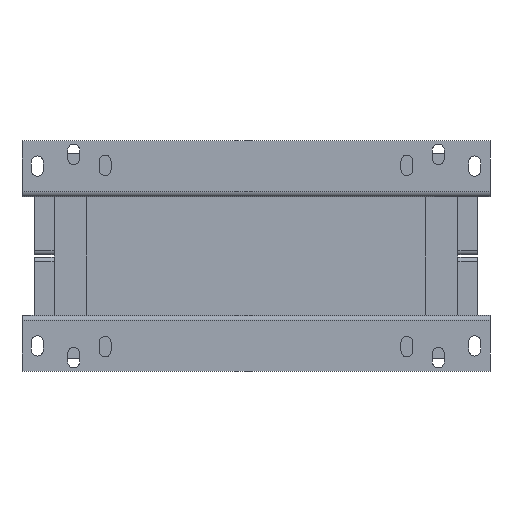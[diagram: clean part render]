
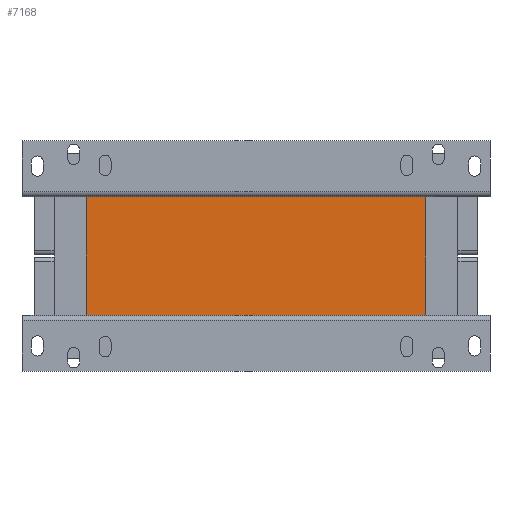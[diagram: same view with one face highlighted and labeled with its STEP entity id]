
A CAD part, front view. The second image highlights one B-rep face of the part: STEP entity #7168.
In plain terms, the highlighted planar face has unit normal (0, -1, 0).
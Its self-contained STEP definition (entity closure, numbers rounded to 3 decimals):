
#953 = VERTEX_POINT ( 'NONE', #17216 ) ;
#1294 = EDGE_CURVE ( 'Defeature ausgef�hrt2_30+Defeature ausgef�hrt2_43+Defeature ausgef�hrt2_562+Defeature ausgef�hrt2_561', #4648, #16497, #2284, .T. ) ;
#1466 = ORIENTED_EDGE ( 'NONE', *, *, #22705, .F. ) ;
#1835 = CARTESIAN_POINT ( 'NONE',  ( 200., -200., 70. ) ) ;
#1971 = DIRECTION ( 'NONE',  ( 0., 1., 0. ) ) ;
#2284 = LINE ( 'NONE', #20482, #9745 ) ;
#2426 = CARTESIAN_POINT ( 'NONE',  ( -200., -200., -70. ) ) ;
#3687 = ORIENTED_EDGE ( 'NONE', *, *, #15397, .T. ) ;
#3746 = EDGE_CURVE ( 'Defeature ausgef�hrt2_43+Defeature ausgef�hrt2_561+Defeature ausgef�hrt2_24+Defeature ausgef�hrt2_30', #953, #16497, #22915, .T. ) ;
#4586 = VERTEX_POINT ( 'NONE', #24616 ) ;
#4648 = VERTEX_POINT ( 'NONE', #1835 ) ;
#4899 = LINE ( 'NONE', #13388, #23721 ) ;
#5146 = DIRECTION ( 'NONE',  ( 1., 0., 0. ) ) ;
#7168 = ADVANCED_FACE ( 'Defeature ausgef�hrt2_43', ( #26734 ), #16312, .F. ) ;
#9745 = VECTOR ( 'NONE', #26743, 1000. ) ;
#13388 = CARTESIAN_POINT ( 'NONE',  ( -200., -200., 70. ) ) ;
#13651 = VECTOR ( 'NONE', #14194, 1000. ) ;
#14108 = CARTESIAN_POINT ( 'NONE',  ( -200., -200., 70. ) ) ;
#14194 = DIRECTION ( 'NONE',  ( 0., 0., -1. ) ) ;
#14197 = ORIENTED_EDGE ( 'NONE', *, *, #1294, .F. ) ;
#15397 = EDGE_CURVE ( 'Defeature ausgef�hrt2_43+Defeature ausgef�hrt2_24+Defeature ausgef�hrt2_562+Defeature ausgef�hrt2_561', #4586, #953, #23384, .T. ) ;
#15777 = CARTESIAN_POINT ( 'NONE',  ( 200., -200., -70. ) ) ;
#16312 = PLANE ( 'NONE',  #23972 ) ;
#16497 = VERTEX_POINT ( 'NONE', #15777 ) ;
#17216 = CARTESIAN_POINT ( 'NONE',  ( -200., -200., -70. ) ) ;
#20482 = CARTESIAN_POINT ( 'NONE',  ( 200., -200., 70. ) ) ;
#20679 = CARTESIAN_POINT ( 'NONE',  ( -200., -200., 70. ) ) ;
#20875 = DIRECTION ( 'NONE',  ( 1., 0., 0. ) ) ;
#21625 = VECTOR ( 'NONE', #20875, 1000. ) ;
#22705 = EDGE_CURVE ( 'Defeature ausgef�hrt2_562+Defeature ausgef�hrt2_43+Defeature ausgef�hrt2_24+Defeature ausgef�hrt2_30', #4586, #4648, #4899, .T. ) ;
#22915 = LINE ( 'NONE', #2426, #21625 ) ;
#23384 = LINE ( 'NONE', #14108, #13651 ) ;
#23721 = VECTOR ( 'NONE', #5146, 1000. ) ;
#23812 = EDGE_LOOP ( 'NONE', ( #25279, #14197, #1466, #3687 ) ) ;
#23972 = AXIS2_PLACEMENT_3D ( 'NONE', #20679, #1971, #24476 ) ;
#24476 = DIRECTION ( 'NONE',  ( 0., 0., 1. ) ) ;
#24616 = CARTESIAN_POINT ( 'NONE',  ( -200., -200., 70. ) ) ;
#25279 = ORIENTED_EDGE ( 'NONE', *, *, #3746, .T. ) ;
#26734 = FACE_OUTER_BOUND ( 'NONE', #23812, .T. ) ;
#26743 = DIRECTION ( 'NONE',  ( 0., 0., -1. ) ) ;
